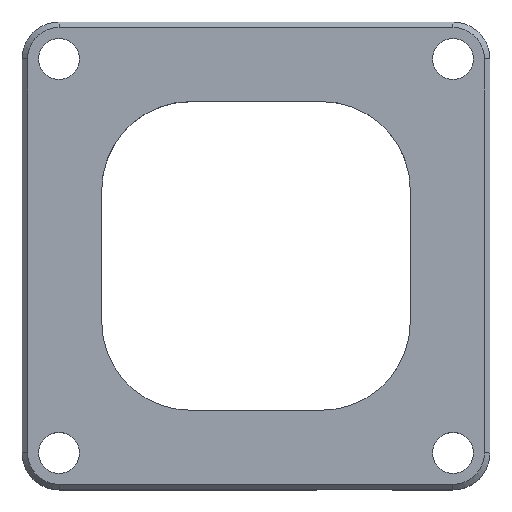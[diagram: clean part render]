
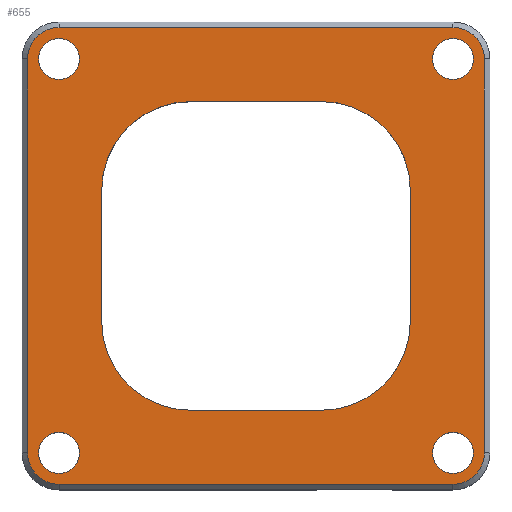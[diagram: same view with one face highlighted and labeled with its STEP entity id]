
A CAD part, top view. The second image highlights one B-rep face of the part: STEP entity #655.
In plain terms, the highlighted planar face has unit normal (0, 0, 1).
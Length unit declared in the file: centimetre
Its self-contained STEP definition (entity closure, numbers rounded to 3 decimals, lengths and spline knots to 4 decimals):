
#20=FACE_BOUND('',#114,.T.);
#21=FACE_BOUND('',#115,.T.);
#22=FACE_BOUND('',#116,.T.);
#23=FACE_BOUND('',#117,.T.);
#24=FACE_BOUND('',#118,.T.);
#54=PLANE('',#704);
#77=FACE_OUTER_BOUND('',#113,.T.);
#113=EDGE_LOOP('',(#503,#504,#505,#506,#507,#508,#509,#510));
#114=EDGE_LOOP('',(#511));
#115=EDGE_LOOP('',(#512));
#116=EDGE_LOOP('',(#513));
#117=EDGE_LOOP('',(#514));
#118=EDGE_LOOP('',(#515,#516,#517,#518,#519,#520,#521,#522));
#150=CIRCLE('',#682,0.2875);
#152=CIRCLE('',#686,0.2875);
#154=CIRCLE('',#690,0.2875);
#156=CIRCLE('',#694,0.2875);
#161=CIRCLE('',#705,0.1875);
#162=CIRCLE('',#706,0.1875);
#163=CIRCLE('',#707,0.1875);
#164=CIRCLE('',#708,0.1875);
#165=CIRCLE('',#709,0.81);
#166=CIRCLE('',#710,0.81);
#167=CIRCLE('',#711,0.81);
#168=CIRCLE('',#712,0.81);
#188=LINE('',#965,#245);
#192=LINE('',#977,#249);
#196=LINE('',#989,#253);
#199=LINE('',#998,#256);
#208=LINE('',#1032,#265);
#209=LINE('',#1036,#266);
#210=LINE('',#1040,#267);
#211=LINE('',#1044,#268);
#245=VECTOR('',#765,1.);
#249=VECTOR('',#777,1.);
#253=VECTOR('',#789,1.);
#256=VECTOR('',#800,1.);
#265=VECTOR('',#833,0.1);
#266=VECTOR('',#836,0.1);
#267=VECTOR('',#839,0.1);
#268=VECTOR('',#842,0.1);
#299=VERTEX_POINT('',#953);
#300=VERTEX_POINT('',#955);
#303=VERTEX_POINT('',#963);
#305=VERTEX_POINT('',#968);
#307=VERTEX_POINT('',#975);
#309=VERTEX_POINT('',#980);
#311=VERTEX_POINT('',#987);
#313=VERTEX_POINT('',#992);
#321=VERTEX_POINT('',#1022);
#322=VERTEX_POINT('',#1024);
#323=VERTEX_POINT('',#1026);
#324=VERTEX_POINT('',#1028);
#325=VERTEX_POINT('',#1030);
#326=VERTEX_POINT('',#1031);
#327=VERTEX_POINT('',#1033);
#328=VERTEX_POINT('',#1035);
#329=VERTEX_POINT('',#1037);
#330=VERTEX_POINT('',#1039);
#331=VERTEX_POINT('',#1041);
#332=VERTEX_POINT('',#1043);
#361=EDGE_CURVE('',#299,#300,#150,.T.);
#366=EDGE_CURVE('',#303,#299,#188,.T.);
#368=EDGE_CURVE('',#305,#303,#152,.T.);
#372=EDGE_CURVE('',#307,#305,#192,.T.);
#374=EDGE_CURVE('',#309,#307,#154,.T.);
#378=EDGE_CURVE('',#311,#309,#196,.T.);
#380=EDGE_CURVE('',#313,#311,#156,.T.);
#383=EDGE_CURVE('',#300,#313,#199,.T.);
#395=EDGE_CURVE('',#321,#321,#161,.T.);
#396=EDGE_CURVE('',#322,#322,#162,.T.);
#397=EDGE_CURVE('',#323,#323,#163,.T.);
#398=EDGE_CURVE('',#324,#324,#164,.T.);
#399=EDGE_CURVE('',#325,#326,#208,.T.);
#400=EDGE_CURVE('',#327,#326,#165,.T.);
#401=EDGE_CURVE('',#327,#328,#209,.T.);
#402=EDGE_CURVE('',#329,#328,#166,.T.);
#403=EDGE_CURVE('',#329,#330,#210,.T.);
#404=EDGE_CURVE('',#331,#330,#167,.T.);
#405=EDGE_CURVE('',#331,#332,#211,.T.);
#406=EDGE_CURVE('',#325,#332,#168,.T.);
#503=ORIENTED_EDGE('',*,*,#361,.F.);
#504=ORIENTED_EDGE('',*,*,#366,.F.);
#505=ORIENTED_EDGE('',*,*,#368,.F.);
#506=ORIENTED_EDGE('',*,*,#372,.F.);
#507=ORIENTED_EDGE('',*,*,#374,.F.);
#508=ORIENTED_EDGE('',*,*,#378,.F.);
#509=ORIENTED_EDGE('',*,*,#380,.F.);
#510=ORIENTED_EDGE('',*,*,#383,.F.);
#511=ORIENTED_EDGE('',*,*,#395,.F.);
#512=ORIENTED_EDGE('',*,*,#396,.F.);
#513=ORIENTED_EDGE('',*,*,#397,.F.);
#514=ORIENTED_EDGE('',*,*,#398,.F.);
#515=ORIENTED_EDGE('',*,*,#399,.T.);
#516=ORIENTED_EDGE('',*,*,#400,.F.);
#517=ORIENTED_EDGE('',*,*,#401,.T.);
#518=ORIENTED_EDGE('',*,*,#402,.F.);
#519=ORIENTED_EDGE('',*,*,#403,.T.);
#520=ORIENTED_EDGE('',*,*,#404,.F.);
#521=ORIENTED_EDGE('',*,*,#405,.T.);
#522=ORIENTED_EDGE('',*,*,#406,.F.);
#655=ADVANCED_FACE('',(#77,#20,#21,#22,#23,#24),#54,.T.);
#682=AXIS2_PLACEMENT_3D('',#956,#756,#757);
#686=AXIS2_PLACEMENT_3D('',#970,#769,#770);
#690=AXIS2_PLACEMENT_3D('',#982,#781,#782);
#694=AXIS2_PLACEMENT_3D('',#994,#793,#794);
#704=AXIS2_PLACEMENT_3D('',#1021,#823,#824);
#705=AXIS2_PLACEMENT_3D('',#1023,#825,#826);
#706=AXIS2_PLACEMENT_3D('',#1025,#827,#828);
#707=AXIS2_PLACEMENT_3D('',#1027,#829,#830);
#708=AXIS2_PLACEMENT_3D('',#1029,#831,#832);
#709=AXIS2_PLACEMENT_3D('',#1034,#834,#835);
#710=AXIS2_PLACEMENT_3D('',#1038,#837,#838);
#711=AXIS2_PLACEMENT_3D('',#1042,#840,#841);
#712=AXIS2_PLACEMENT_3D('',#1045,#843,#844);
#756=DIRECTION('center_axis',(0.,0.,-1.));
#757=DIRECTION('ref_axis',(1.,0.,0.));
#765=DIRECTION('',(1.,0.,0.));
#769=DIRECTION('center_axis',(0.,0.,-1.));
#770=DIRECTION('ref_axis',(-1.,0.,0.));
#777=DIRECTION('',(0.,1.,0.));
#781=DIRECTION('center_axis',(0.,0.,-1.));
#782=DIRECTION('ref_axis',(-1.,0.,0.));
#789=DIRECTION('',(-1.,0.,0.));
#793=DIRECTION('center_axis',(0.,0.,-1.));
#794=DIRECTION('ref_axis',(1.,0.,0.));
#800=DIRECTION('',(0.,-1.,0.));
#823=DIRECTION('center_axis',(0.,0.,1.));
#824=DIRECTION('ref_axis',(1.,0.,0.));
#825=DIRECTION('center_axis',(0.,0.,1.));
#826=DIRECTION('ref_axis',(-1.,0.,0.));
#827=DIRECTION('center_axis',(0.,0.,1.));
#828=DIRECTION('ref_axis',(-1.,0.,0.));
#829=DIRECTION('center_axis',(0.,0.,1.));
#830=DIRECTION('ref_axis',(-1.,0.,0.));
#831=DIRECTION('center_axis',(0.,0.,1.));
#832=DIRECTION('ref_axis',(-1.,0.,0.));
#833=DIRECTION('',(0.,-1.,0.));
#834=DIRECTION('center_axis',(0.,0.,1.));
#835=DIRECTION('ref_axis',(-1.,0.,0.));
#836=DIRECTION('',(-1.,0.,0.));
#837=DIRECTION('center_axis',(0.,0.,1.));
#838=DIRECTION('ref_axis',(-1.,0.,0.));
#839=DIRECTION('',(0.,1.,0.));
#840=DIRECTION('center_axis',(0.,0.,1.));
#841=DIRECTION('ref_axis',(-1.,0.,0.));
#842=DIRECTION('',(1.,0.,0.));
#843=DIRECTION('center_axis',(0.,0.,1.));
#844=DIRECTION('ref_axis',(-1.,0.,0.));
#953=CARTESIAN_POINT('',(3.6,3.8875,0.9));
#955=CARTESIAN_POINT('',(3.8875,3.6,0.9));
#956=CARTESIAN_POINT('Origin',(3.6,3.6,0.9));
#963=CARTESIAN_POINT('',(0.,3.8875,0.9));
#965=CARTESIAN_POINT('',(1.8,3.8875,0.9));
#968=CARTESIAN_POINT('',(-0.2875,3.6,0.9));
#970=CARTESIAN_POINT('Origin',(0.,3.6,0.9));
#975=CARTESIAN_POINT('',(-0.2875,0.,0.9));
#977=CARTESIAN_POINT('',(-0.2875,1.8,0.9));
#980=CARTESIAN_POINT('',(0.,-0.2875,0.9));
#982=CARTESIAN_POINT('Origin',(0.,0.,0.9));
#987=CARTESIAN_POINT('',(3.6,-0.2875,0.9));
#989=CARTESIAN_POINT('',(0.,-0.2875,0.9));
#992=CARTESIAN_POINT('',(3.8875,0.,0.9));
#994=CARTESIAN_POINT('Origin',(3.6,0.,0.9));
#998=CARTESIAN_POINT('',(3.8875,0.,0.9));
#1021=CARTESIAN_POINT('Origin',(0.,0.,0.9));
#1022=CARTESIAN_POINT('',(-0.1875,0.,0.9));
#1023=CARTESIAN_POINT('Origin',(0.,0.,0.9));
#1024=CARTESIAN_POINT('',(3.4125,0.,0.9));
#1025=CARTESIAN_POINT('Origin',(3.6,0.,0.9));
#1026=CARTESIAN_POINT('',(3.4125,3.6,0.9));
#1027=CARTESIAN_POINT('Origin',(3.6,3.6,0.9));
#1028=CARTESIAN_POINT('',(-0.1875,3.6,0.9));
#1029=CARTESIAN_POINT('Origin',(0.,3.6,0.9));
#1030=CARTESIAN_POINT('',(3.21,2.4,0.9));
#1031=CARTESIAN_POINT('',(3.21,1.2,0.9));
#1032=CARTESIAN_POINT('',(3.21,1.8,0.9));
#1033=CARTESIAN_POINT('',(2.4,0.39,0.9));
#1034=CARTESIAN_POINT('Origin',(2.4,1.2,0.9));
#1035=CARTESIAN_POINT('',(1.2,0.39,0.9));
#1036=CARTESIAN_POINT('',(1.8,0.39,0.9));
#1037=CARTESIAN_POINT('',(0.39,1.2,0.9));
#1038=CARTESIAN_POINT('Origin',(1.2,1.2,0.9));
#1039=CARTESIAN_POINT('',(0.39,2.4,0.9));
#1040=CARTESIAN_POINT('',(0.39,1.8,0.9));
#1041=CARTESIAN_POINT('',(1.2,3.21,0.9));
#1042=CARTESIAN_POINT('Origin',(1.2,2.4,0.9));
#1043=CARTESIAN_POINT('',(2.4,3.21,0.9));
#1044=CARTESIAN_POINT('',(1.8,3.21,0.9));
#1045=CARTESIAN_POINT('Origin',(2.4,2.4,0.9));
